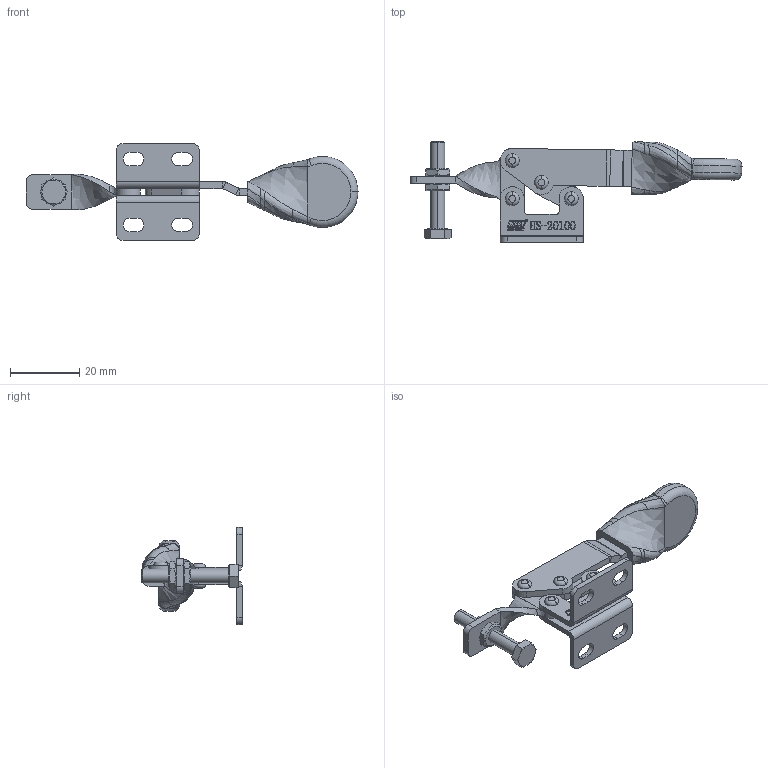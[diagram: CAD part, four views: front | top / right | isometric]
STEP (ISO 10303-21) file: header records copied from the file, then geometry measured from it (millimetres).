
FILE_DESCRIPTION (( 'STEP AP203' ), '1' );
FILE_NAME ('HS-20100 装配体.STEP', '2018-12-07T03:49:59', ( 'PCOS' ), ( '微软中国' ), 'SwSTEP 2.0', 'SolidWorks 2012', '' );
FILE_SCHEMA (( 'CONFIG_CONTROL_DESIGN' ));
Length unit declared in the file: millimetre
Products named in the file (10): HS-20100 蚾饜极; 种; 种4; hex thin nuts-grades ab-chamfered gb_GB_FASTENER_NUT_STNAB M4-N; hexagon head bolts-full thread gb_GB_FASTENER_BOLT_STBAB A M4X25-N; 揤參; 忒梟; 忒參; 蟀裝; 楊擘菁釱
Assembly tree (13 placements, depth 2):
  HS-20100 蚾饜极
    楊擘菁釱  x2
    蟀裝
    忒參
    忒梟
    揤參
    hexagon head bolts-full thread gb_GB_FASTENER_BOLT_STBAB A M4X25-N
    hex thin nuts-grades ab-chamfered gb_GB_FASTENER_NUT_STNAB M4-N  x2
    种4  x2
    种  x2
Bounding box: 95.73 x 28.93 x 28 mm (x, y, z)
Volume: 6989.6 mm3; surface area: 7545.7 mm2
Topology: 13 solids, 13 shells, 940 faces, 2453 edges, 1606 vertices
Faces by surface type: plane 452, bspline 294, cylinder 144, cone 26, torus 24
Entity records: 29722 total; most frequent: CARTESIAN_POINT 16499, ORIENTED_EDGE 2754, DIRECTION 2003, EDGE_CURVE 1377, VERTEX_POINT 894, LINE 765, VECTOR 765, AXIS2_PLACEMENT_3D 619
